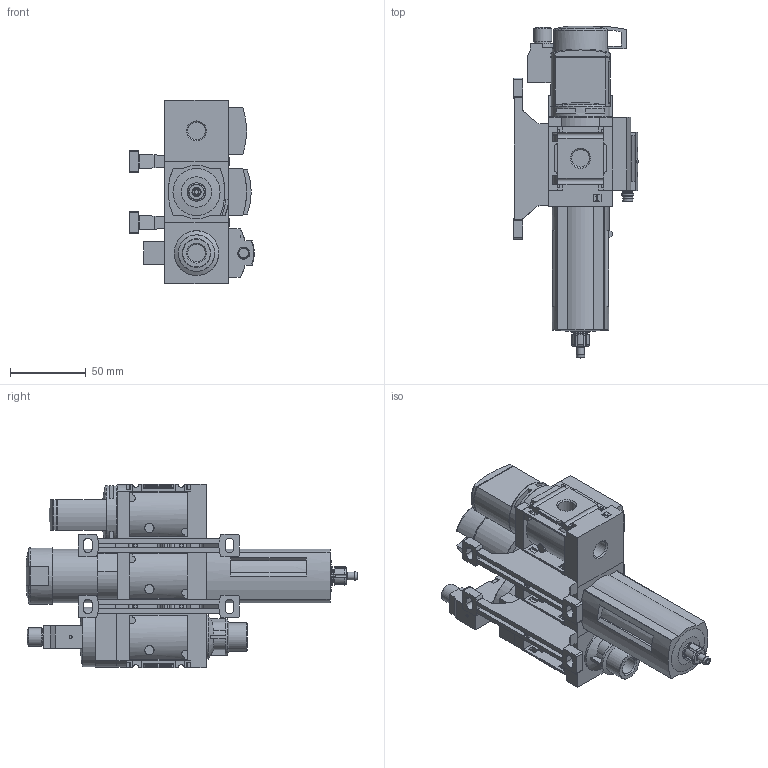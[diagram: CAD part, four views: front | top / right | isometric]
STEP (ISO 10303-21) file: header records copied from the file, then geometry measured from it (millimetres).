
FILE_DESCRIPTION(/* description */ ('STEP AP214'),/* implementation_level */ '2;1');
FILE_NAME(/* name */ '8025358_MSB4-1_4_C3_J1_D14-WP',/* time_stamp */ '2024-09-10T10:45:42+02:00',/* author */ ('License CC BY-ND 4.0'),/* organization */ ('CADENAS'),/* preprocessor_version */ 'ST-DEVELOPER v19.3',/* originating_system */ 'PARTsolutions',/* authorisation */ ' ');
FILE_SCHEMA (('AUTOMOTIVE_DESIGN {1 0 10303 214 3 1 1}'));
Length unit declared in the file: millimetre
Products named in the file (8): 8025358 MSB4-1/4:C3:J1:D14-WP; 541266 MS4-EM1-1/4-1D; 526489 MS4-LFR-1/4-D7-E-R-M-AS-1D; 526489 MS4-LFR-M; 8140202 MS4-WP1---(00wp); 8092760 MS4-MV-B---(42.7_high_m); 527709 MS4-EE-1/4-10V24P-AD7-1D; 702025 MS4-SD5-D10-O-P-M8 AD7
Assembly tree (9 placements, depth 2):
  8025358 MSB4-1/4:C3:J1:D14-WP
    541266 MS4-EM1-1/4-1D
    526489 MS4-LFR-1/4-D7-E-R-M-AS-1D
    526489 MS4-LFR-M
    8140202 MS4-WP1---(00wp)  x2
    8092760 MS4-MV-B---(42.7_high_m)  x2
    527709 MS4-EE-1/4-10V24P-AD7-1D
    702025 MS4-SD5-D10-O-P-M8 AD7
Bounding box: 82.05 x 218.5 x 120.6 mm (x, y, z)
Volume: 570707.1 mm3; surface area: 115334.9 mm2
Topology: 9 solids, 9 shells, 1427 faces, 3911 edges, 2562 vertices
Faces by surface type: plane 932, cylinder 393, cone 66, torus 27, sphere 9
Full cylindrical faces by diameter (mm): 1 x2, 1.511 x2, 2 x1, 2.459 x4, 2.55 x4, 2.65 x1, 3 x5, 4.2 x1, 4.6 x1, 4.8 x1, 5 x1, 5.5 x2, 5.6 x4, 5.8 x1, 6 x2, 6.1 x7, 6.5 x2, 8 x1, 11 x1, 11.445 x8, 12 x3, 18.85 x1, 24 x1, 29.4 x1, 35.2 x1, 37.2 x1, 38.8 x1, 39 x1
Entity records: 47129 total; most frequent: CARTESIAN_POINT 7395, ORIENTED_EDGE 6590, DIRECTION 6502, EDGE_CURVE 3295, LINE 2332, VECTOR 2332, VERTEX_POINT 2222, AXIS2_PLACEMENT_3D 2085
